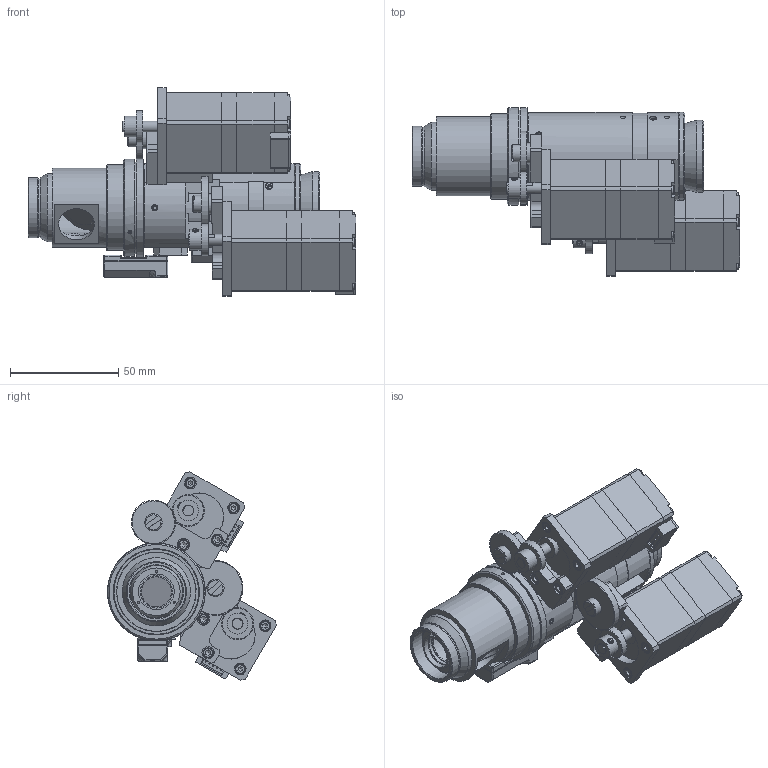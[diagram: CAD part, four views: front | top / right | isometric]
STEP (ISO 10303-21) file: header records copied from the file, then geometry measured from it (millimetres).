
FILE_DESCRIPTION(/* description */ ('MOUNT, ZOOM'),/* implementation_level */ '2;1');
FILE_NAME(/* name */ '64428_0.stp',/* time_stamp */ '2015-04-07T13:45:12-04:00',/* author */ ('BONAFEDE'),/* organization */ ('NAVITAR'),/* preprocessor_version */ 'ST-DEVELOPER v15.6',/* originating_system */ 'Autodesk Inventor 2015',/* authorisation */ '');
FILE_SCHEMA (('AUTOMOTIVE_DESIGN { 1 0 10303 214 3 1 1 }'));
Length unit declared in the file: inch
Products named in the file (61): 60404; 62332; 64288; 62325; 64287; 7007; 8250; 7326; 7004; 7108; 62327; 7449; 61358; 51973; 7351; 7183; 7015; 40050; 40190; 64002; A1120ELHLT-T; CAPC2012X140N, 004-00000476_0_1UF-50V-80_20_-0805-ROHS_41; CAPMP3216N, 004-00000477_1UF-16V-20_-3216-16-ROHS_6; 64003; 62326; 40174; 7088; 62454; 60126; 7012; 62455; 62456; 60804; 60448; 5402; 7008; 60128; 60127; 60447; 60064 ...
Bounding box: 151.31 x 77.92 x 96.25 mm (x, y, z)
Volume: 193277.1 mm3; surface area: 119669 mm2
Topology: 109 solids, 115 shells, 2493 faces, 6077 edges, 3975 vertices
Faces by surface type: plane 1461, cylinder 618, cone 191, bspline 173, sphere 29, torus 21
Full cylindrical faces by diameter (mm): 0.35 x10, 0.5 x10, 0.508 x4, 1.016 x3, 1.194 x3, 1.524 x3, 1.702 x14, 1.93 x4, 1.938 x8, 1.948 x8, 2.159 x25, 2.184 x20, 2.286 x2, 2.5 x16, 2.54 x1, 2.692 x6, 2.845 x33, 2.896 x8, 3.302 x7, 3.454 x6, 3.556 x1, 3.785 x1, 4 x8, 4.166 x5, 4.267 x6, 4.5 x8, 4.648 x12, 4.75 x3, 4.762 x2, 5 x2
Entity records: 39194 total; most frequent: CARTESIAN_POINT 10215, DIRECTION 5594, ORIENTED_EDGE 5182, EDGE_CURVE 2596, AXIS2_PLACEMENT_3D 2052, VERTEX_POINT 1876, EDGE_LOOP 1788, LINE 1490
